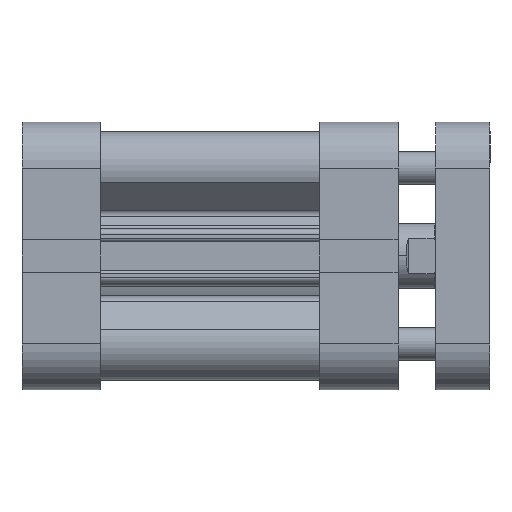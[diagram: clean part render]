
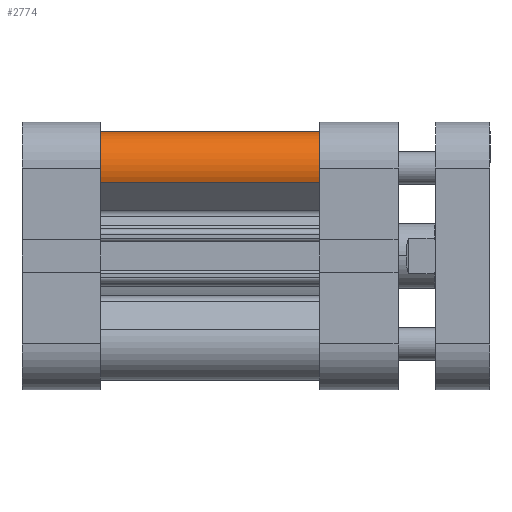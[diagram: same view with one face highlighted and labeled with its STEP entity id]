
A CAD part, front view. The second image highlights one B-rep face of the part: STEP entity #2774.
In plain terms, the highlighted cylindrical face has radius 6.75 mm (diameter 13.5 mm), a partial arc.
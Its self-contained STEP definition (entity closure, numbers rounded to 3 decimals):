
#454 = FACE_OUTER_BOUND ( 'NONE', #5265, .T. ) ;
#457 = CYLINDRICAL_SURFACE ( 'NONE', #9395, 6.75 ) ;
#1387 = VERTEX_POINT ( 'NONE', #7937 ) ;
#1421 = VERTEX_POINT ( 'NONE', #7969 ) ;
#1422 = VERTEX_POINT ( 'NONE', #7970 ) ;
#1456 = VERTEX_POINT ( 'NONE', #8004 ) ;
#1861 = EDGE_CURVE ( 'NONE', #1422, #1387, #7454, .T. ) ;
#2091 = EDGE_CURVE ( 'NONE', #1421, #1387, #3134, .T. ) ;
#2094 = EDGE_CURVE ( 'NONE', #1456, #1421, #3147, .T. ) ;
#2100 = EDGE_CURVE ( 'NONE', #1456, #1422, #3154, .T. ) ;
#2774 = ADVANCED_FACE ( 'NONE', ( #454 ), #457, .T. ) ;
#3134 = LINE ( 'NONE', #10127, #3137 ) ;
#3137 = VECTOR ( 'NONE', #10128, 1000. ) ;
#3147 = CIRCLE ( 'NONE', #9004, 6.75 ) ;
#3154 = LINE ( 'NONE', #10149, #3155 ) ;
#3155 = VECTOR ( 'NONE', #10150, 1000. ) ;
#5172 = DIRECTION ( 'NONE',  ( -1., 0., 0. ) ) ;
#5173 = DIRECTION ( 'NONE',  ( 0., 0., -1. ) ) ;
#5174 = CARTESIAN_POINT ( 'NONE',  ( -16.25, -16.25, 40.5 ) ) ;
#5205 = ORIENTED_EDGE ( 'NONE', *, *, #2100, .T. ) ;
#5215 = ORIENTED_EDGE ( 'NONE', *, *, #1861, .T. ) ;
#5240 = ORIENTED_EDGE ( 'NONE', *, *, #2094, .F. ) ;
#5265 = EDGE_LOOP ( 'NONE', ( #5240, #5205, #5215, #11111 ) ) ;
#7454 = CIRCLE ( 'NONE', #8892, 6.75 ) ;
#7937 = CARTESIAN_POINT ( 'NONE',  ( -13.633, -22.472, 0. ) ) ;
#7969 = CARTESIAN_POINT ( 'NONE',  ( -13.633, -22.472, 40.5 ) ) ;
#7970 = CARTESIAN_POINT ( 'NONE',  ( -23., -16.25, 0. ) ) ;
#8004 = CARTESIAN_POINT ( 'NONE',  ( -23., -16.25, 40.5 ) ) ;
#8892 = AXIS2_PLACEMENT_3D ( 'NONE', #9560, #9561, #9562 ) ;
#9004 = AXIS2_PLACEMENT_3D ( 'NONE', #10134, #10135, #10136 ) ;
#9395 = AXIS2_PLACEMENT_3D ( 'NONE', #5174, #5173, #5172 ) ;
#9560 = CARTESIAN_POINT ( 'NONE',  ( -16.25, -16.25, 0. ) ) ;
#9561 = DIRECTION ( 'NONE',  ( 0., 0., 1. ) ) ;
#9562 = DIRECTION ( 'NONE',  ( -1., 0., 0. ) ) ;
#10127 = CARTESIAN_POINT ( 'NONE',  ( -13.633, -22.472, 40.5 ) ) ;
#10128 = DIRECTION ( 'NONE',  ( 0., 0., -1. ) ) ;
#10134 = CARTESIAN_POINT ( 'NONE',  ( -16.25, -16.25, 40.5 ) ) ;
#10135 = DIRECTION ( 'NONE',  ( 0., 0., 1. ) ) ;
#10136 = DIRECTION ( 'NONE',  ( -1., 0., 0. ) ) ;
#10149 = CARTESIAN_POINT ( 'NONE',  ( -23., -16.25, 40.5 ) ) ;
#10150 = DIRECTION ( 'NONE',  ( 0., 0., -1. ) ) ;
#11111 = ORIENTED_EDGE ( 'NONE', *, *, #2091, .F. ) ;
